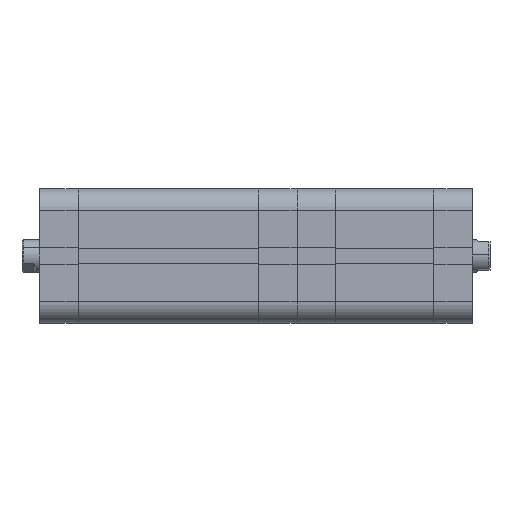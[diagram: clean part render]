
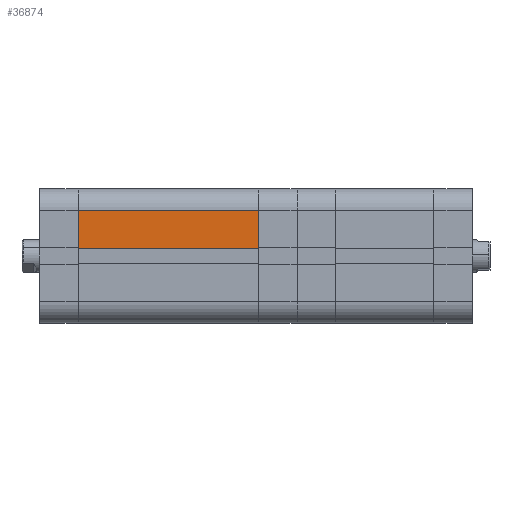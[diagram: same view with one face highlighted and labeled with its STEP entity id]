
A CAD part, front view. The second image highlights one B-rep face of the part: STEP entity #36874.
In plain terms, the highlighted planar face has unit normal (0, -1, 0).
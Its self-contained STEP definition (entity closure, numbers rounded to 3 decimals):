
#1155 = ORIENTED_EDGE ( 'NONE', *, *, #7259, .T. ) ;
#1723 = VERTEX_POINT ( 'NONE', #37060 ) ;
#2718 = VERTEX_POINT ( 'NONE', #6885 ) ;
#2744 = ORIENTED_EDGE ( 'NONE', *, *, #16283, .T. ) ;
#3647 = EDGE_CURVE ( 'NONE', #16635, #1723, #5967, .T. ) ;
#4446 = ORIENTED_EDGE ( 'NONE', *, *, #22066, .T. ) ;
#4481 = DIRECTION ( 'NONE',  ( -1., 0., 0. ) ) ;
#5967 = LINE ( 'NONE', #26468, #6538 ) ;
#6538 = VECTOR ( 'NONE', #14714, 1000. ) ;
#6885 = CARTESIAN_POINT ( 'NONE',  ( 0., -24.5, -16.5 ) ) ;
#7259 = EDGE_CURVE ( 'NONE', #2718, #1723, #29319, .T. ) ;
#10127 = VECTOR ( 'NONE', #23583, 1000. ) ;
#10776 = LINE ( 'NONE', #14017, #25598 ) ;
#12874 = CARTESIAN_POINT ( 'NONE',  ( 66., -24.5, -24.5 ) ) ;
#13251 = PLANE ( 'NONE',  #37512 ) ;
#14017 = CARTESIAN_POINT ( 'NONE',  ( 0., -24.5, -24.5 ) ) ;
#14513 = CARTESIAN_POINT ( 'NONE',  ( 0., -24.5, -2.8 ) ) ;
#14714 = DIRECTION ( 'NONE',  ( 0., 0., -1. ) ) ;
#14890 = CARTESIAN_POINT ( 'NONE',  ( 66., -24.5, -16.5 ) ) ;
#15866 = CARTESIAN_POINT ( 'NONE',  ( 66., -24.5, -2.8 ) ) ;
#15981 = ORIENTED_EDGE ( 'NONE', *, *, #3647, .F. ) ;
#16283 = EDGE_CURVE ( 'NONE', #16635, #26068, #27461, .T. ) ;
#16477 = DIRECTION ( 'NONE',  ( 0., 0., -1. ) ) ;
#16635 = VERTEX_POINT ( 'NONE', #15866 ) ;
#22066 = EDGE_CURVE ( 'NONE', #26068, #2718, #10776, .T. ) ;
#23461 = VECTOR ( 'NONE', #4481, 1000. ) ;
#23583 = DIRECTION ( 'NONE',  ( 1., 0., 0. ) ) ;
#24423 = FACE_OUTER_BOUND ( 'NONE', #24725, .T. ) ;
#24725 = EDGE_LOOP ( 'NONE', ( #2744, #4446, #1155, #15981 ) ) ;
#25598 = VECTOR ( 'NONE', #16477, 1000. ) ;
#26068 = VERTEX_POINT ( 'NONE', #14513 ) ;
#26468 = CARTESIAN_POINT ( 'NONE',  ( 66., -24.5, -24.5 ) ) ;
#26927 = DIRECTION ( 'NONE',  ( 0., 0., 1. ) ) ;
#27461 = LINE ( 'NONE', #33555, #23461 ) ;
#29319 = LINE ( 'NONE', #14890, #10127 ) ;
#33555 = CARTESIAN_POINT ( 'NONE',  ( 66.001, -24.5, -2.8 ) ) ;
#36074 = DIRECTION ( 'NONE',  ( 0., 1., 0. ) ) ;
#36874 = ADVANCED_FACE ( 'NONE', ( #24423 ), #13251, .F. ) ;
#37060 = CARTESIAN_POINT ( 'NONE',  ( 66., -24.5, -16.5 ) ) ;
#37512 = AXIS2_PLACEMENT_3D ( 'NONE', #12874, #36074, #26927 ) ;
